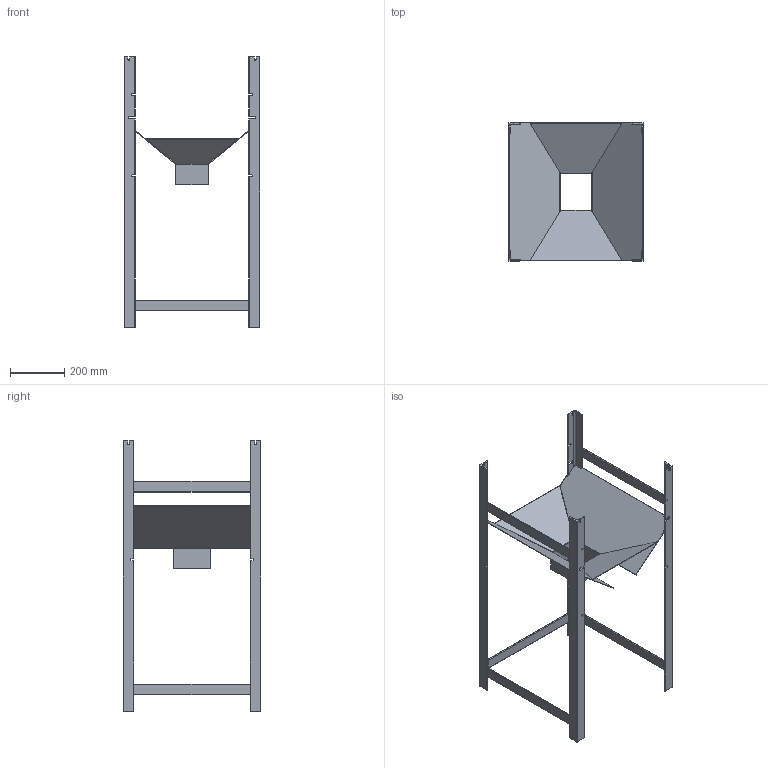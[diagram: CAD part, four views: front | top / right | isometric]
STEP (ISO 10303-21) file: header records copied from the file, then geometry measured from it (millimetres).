
FILE_DESCRIPTION(/* description */ ('CAx-IF Rec.Pracs.---Representation and Presentation of Product Manufacturing Information (PMI)---4.0---2014-10-13','CAx-IF Rec.Pracs.---3D Tessellated Geometry---0.4---2014-09-14','2;1'),/* implementation_level */ '2;1');
FILE_NAME(/* name */ 'A_Frame',/* time_stamp */ '2024-04-10T10:21:29+02:00',/* author */ ('Philippe COLBACH'),/* organization */ ('ETH Zurich'),/* preprocessor_version */ 'ST-DEVELOPER v18.1',/* originating_system */ 'SIEMENS PLM Software NX 1988',/* authorisation */ $);
FILE_SCHEMA (('AP242_MANAGED_MODEL_BASED_3D_ENGINEERING_MIM_LF { 1 0 10303 442 3 1 4 }'));
Length unit declared in the file: millimetre
Products named in the file (9): A_Frame; M_Bot_Funnel_Panel_Side; M_Bot_Funnel_Panel_Main; M_Bot_Funnel_Extension_S; M_Bot_Funnel_Extension_L; M_Frame_Connecting_Bar_L; M_Frame_Corner_Profile_Mirror; M_Frame_Corner_Profile; M_Frame_Connecting_Bar_S
Assembly tree (17 placements, depth 2):
  A_Frame
    M_Bot_Funnel_Panel_Side  x2
    M_Bot_Funnel_Panel_Main  x2
    M_Bot_Funnel_Extension_S  x2
    M_Bot_Funnel_Extension_L  x2
    M_Frame_Connecting_Bar_L  x4
    M_Frame_Corner_Profile_Mirror  x2
    M_Frame_Corner_Profile  x2
    M_Frame_Connecting_Bar_S
Bounding box: 500 x 510 x 1000 mm (x, y, z)
Volume: 2685729.9 mm3; surface area: 1578152.8 mm2
Topology: 17 solids, 17 shells, 302 faces, 804 edges, 536 vertices
Faces by surface type: plane 198, cylinder 104
Entity records: 6013 total; most frequent: DIRECTION 1106, CARTESIAN_POINT 1030, ORIENTED_EDGE 780, AXIS2_PLACEMENT_3D 408, EDGE_CURVE 390, LINE 290, VECTOR 290, VERTEX_POINT 260
